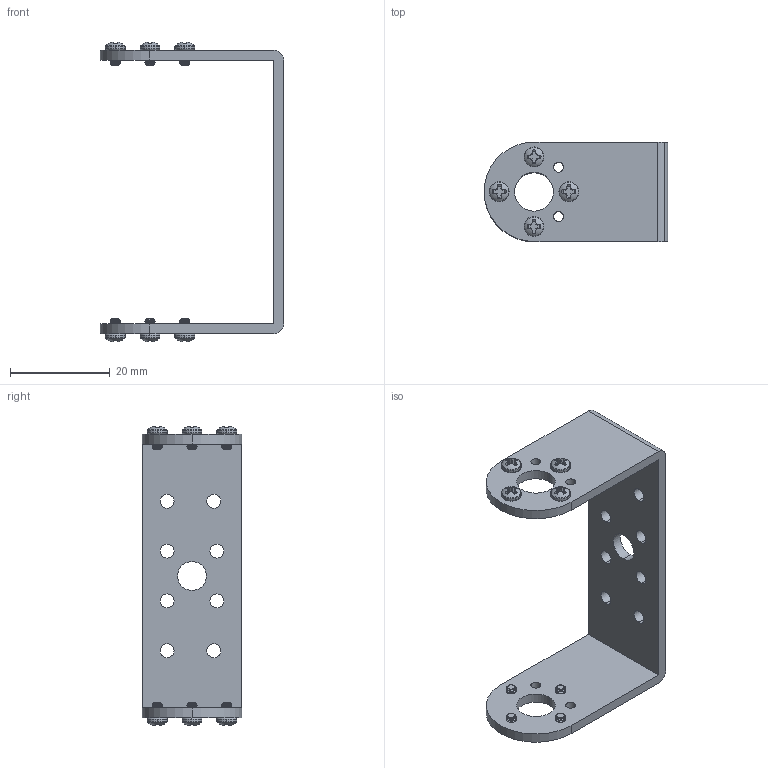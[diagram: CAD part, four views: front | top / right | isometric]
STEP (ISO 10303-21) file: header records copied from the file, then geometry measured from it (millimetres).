
FILE_DESCRIPTION (( 'STEP AP203' ), '1' );
FILE_NAME ('Soporte U mediano_Default_sldprt.STEP', '2023-11-06T02:32:28', ( '' ), ( '' ), 'SwSTEP 2.0', 'SolidWorks 2023', '' );
FILE_SCHEMA (( 'CONFIG_CONTROL_DESIGN' ));
Length unit declared in the file: millimetre
Products named in the file (1): Soporte U mediano_Default_sldprt
Bounding box: 36.9 x 20 x 60.22 mm (x, y, z)
Volume: 4601.2 mm3; surface area: 6008.8 mm2
Topology: 9 solids, 9 shells, 606 faces, 1716 edges, 1136 vertices
Faces by surface type: cylinder 318, plane 160, cone 64, torus 32, bspline 24, sphere 8
Entity records: 33509 total; most frequent: CARTESIAN_POINT 18811, ORIENTED_EDGE 3400, DIRECTION 2742, EDGE_CURVE 1700, VERTEX_POINT 1128, AXIS2_PLACEMENT_3D 1083, EDGE_LOOP 668, FACE_OUTER_BOUND 606
